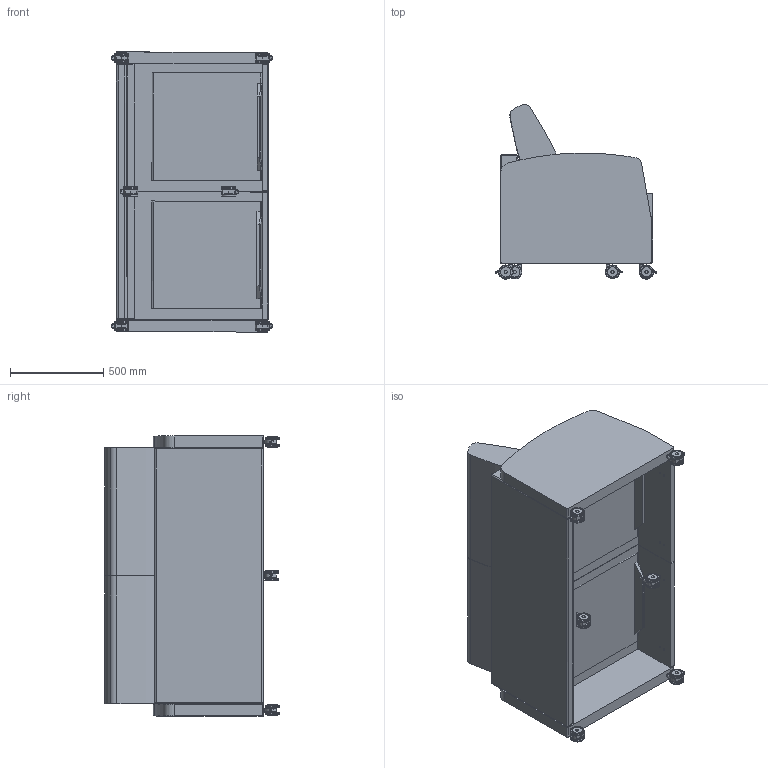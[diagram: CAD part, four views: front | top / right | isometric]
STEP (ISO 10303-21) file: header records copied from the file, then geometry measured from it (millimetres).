
FILE_DESCRIPTION(/* description */ (''),/* implementation_level */ '2;1');
FILE_NAME(/* name */ 'E0722F sitting (SYMBOL).stp',/* time_stamp */ '2017-03-24T08:53:40-04:00',/* author */ ('emerkel'),/* organization */ (''),/* preprocessor_version */ 'ST-DEVELOPER v16.5',/* originating_system */ 'Autodesk Inventor 2017',/* authorisation */ '');
FILE_SCHEMA (('AUTOMOTIVE_DESIGN { 1 0 10303 214 3 1 1 }'));
Length unit declared in the file: inch
Products named in the file (14): E0722F sitting (SYMBOL); E0800 UARM L; E0800 UARM R; UOBACK 0722; UFBACK E0700; USEAT 0700; UPOUT 0700; USEATX 0700; CAST COL 3"LC; CAST COL LOCK; CAST COL 3IN CENTER; CAST COL 3IN WHEEL; CAST COL 3IN INNER WHEEL; CSTR STEM 1.5C
Assembly tree (24 placements, depth 3):
  E0722F sitting (SYMBOL)
    E0800 UARM L
    E0800 UARM R
    UOBACK 0722
    UFBACK E0700  x2
    USEAT 0700  x2
    UPOUT 0700  x2
    USEATX 0700  x2
    CAST COL 3"LC  x6
      CAST COL 3IN WHEEL
      CAST COL LOCK
      CAST COL 3IN CENTER
      CAST COL 3IN INNER WHEEL
      CSTR STEM 1.5C
Bounding box: 866.95 x 936.91 x 1504.8 mm (x, y, z)
Volume: 445130489.4 mm3; surface area: 12075941.3 mm2
Topology: 53 solids, 53 shells, 1043 faces, 2243 edges, 1386 vertices
Faces by surface type: cylinder 415, plane 312, torus 224, sphere 60, cone 18, bspline 14
Full cylindrical faces by diameter (mm): 7.938 x17, 8.89 x6, 9.525 x6, 10.998 x6, 17.462 x6, 17.475 x6, 17.526 x12, 20.747 x6, 55.88 x12, 55.956 x12, 75.006 x12
Entity records: 8187 total; most frequent: CARTESIAN_POINT 1907, DIRECTION 1332, ORIENTED_EDGE 1114, EDGE_CURVE 557, AXIS2_PLACEMENT_3D 536, VERTEX_POINT 371, EDGE_LOOP 322, FACE_OUTER_BOUND 261
